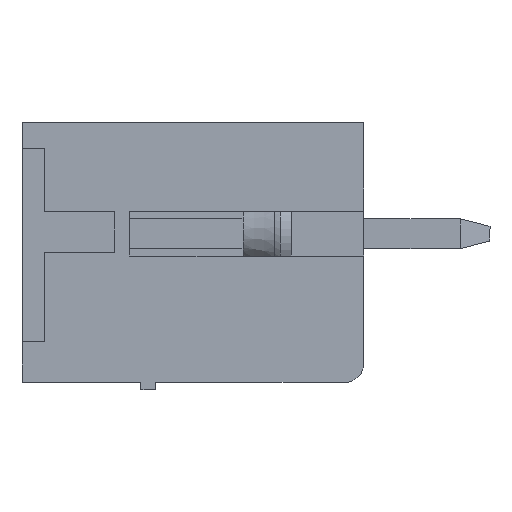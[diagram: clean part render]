
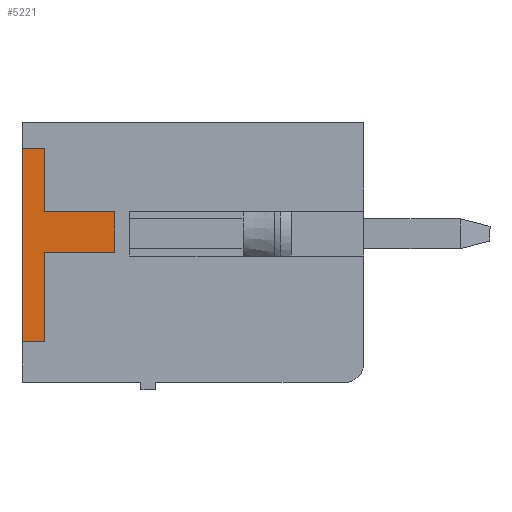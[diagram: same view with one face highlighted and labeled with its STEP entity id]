
A CAD part, left-side view. The second image highlights one B-rep face of the part: STEP entity #5221.
In plain terms, the highlighted planar face has unit normal (-1, 0, 0).
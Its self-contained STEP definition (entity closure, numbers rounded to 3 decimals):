
#21 = LINE ( 'NONE', #7769, #3999 ) ;
#129 = CARTESIAN_POINT ( 'NONE',  ( -0.2, 12., 2.295 ) ) ;
#131 = CARTESIAN_POINT ( 'NONE',  ( -0.2, 10.1, -0.505 ) ) ;
#517 = DIRECTION ( 'NONE',  ( 0., 0., -1. ) ) ;
#720 = VERTEX_POINT ( 'NONE', #4823 ) ;
#731 = DIRECTION ( 'NONE',  ( 0., 1., 0. ) ) ;
#1441 = CARTESIAN_POINT ( 'NONE',  ( -0.2, 10.1, -0.505 ) ) ;
#1496 = VERTEX_POINT ( 'NONE', #129 ) ;
#1533 = DIRECTION ( 'NONE',  ( 0., -1., 0. ) ) ;
#1645 = DIRECTION ( 'NONE',  ( 0., 0., -1. ) ) ;
#2002 = VERTEX_POINT ( 'NONE', #12232 ) ;
#2417 = LINE ( 'NONE', #8375, #9456 ) ;
#2592 = VERTEX_POINT ( 'NONE', #131 ) ;
#2695 = PLANE ( 'NONE',  #2755 ) ;
#2755 = AXIS2_PLACEMENT_3D ( 'NONE', #4601, #12409, #8470 ) ;
#2756 = VECTOR ( 'NONE', #4559, 1000. ) ;
#3549 = CARTESIAN_POINT ( 'NONE',  ( -0.2, 12., -2.905 ) ) ;
#3581 = CARTESIAN_POINT ( 'NONE',  ( -0.2, 12., 0.595 ) ) ;
#3650 = EDGE_CURVE ( 'NONE', #2592, #6243, #5582, .T. ) ;
#3786 = ORIENTED_EDGE ( 'NONE', *, *, #9081, .F. ) ;
#3999 = VECTOR ( 'NONE', #7537, 1000. ) ;
#4008 = CARTESIAN_POINT ( 'NONE',  ( -0.2, 12., 2.295 ) ) ;
#4108 = ORIENTED_EDGE ( 'NONE', *, *, #11773, .F. ) ;
#4559 = DIRECTION ( 'NONE',  ( 0., 1., 0. ) ) ;
#4601 = CARTESIAN_POINT ( 'NONE',  ( -0.2, 12.6, -8.2 ) ) ;
#4823 = CARTESIAN_POINT ( 'NONE',  ( -0.2, 12., -2.905 ) ) ;
#4925 = CARTESIAN_POINT ( 'NONE',  ( -0.2, 12.6, -2.905 ) ) ;
#5221 = ADVANCED_FACE ( 'NONE', ( #5502 ), #2695, .F. ) ;
#5502 = FACE_OUTER_BOUND ( 'NONE', #9796, .T. ) ;
#5582 = LINE ( 'NONE', #1441, #9802 ) ;
#6161 = VERTEX_POINT ( 'NONE', #6951 ) ;
#6243 = VERTEX_POINT ( 'NONE', #10314 ) ;
#6335 = CARTESIAN_POINT ( 'NONE',  ( -0.2, 12., -0.505 ) ) ;
#6613 = EDGE_CURVE ( 'NONE', #6243, #720, #11186, .T. ) ;
#6861 = DIRECTION ( 'NONE',  ( 0., 0., -1. ) ) ;
#6951 = CARTESIAN_POINT ( 'NONE',  ( -0.2, 10.1, 0.595 ) ) ;
#7101 = EDGE_CURVE ( 'NONE', #6161, #2592, #21, .T. ) ;
#7151 = LINE ( 'NONE', #3549, #2756 ) ;
#7185 = VECTOR ( 'NONE', #6861, 1000. ) ;
#7450 = CARTESIAN_POINT ( 'NONE',  ( -0.2, 12.6, 2.295 ) ) ;
#7537 = DIRECTION ( 'NONE',  ( 0., 0., -1. ) ) ;
#7769 = CARTESIAN_POINT ( 'NONE',  ( -0.2, 10.1, 0.595 ) ) ;
#7907 = ORIENTED_EDGE ( 'NONE', *, *, #6613, .F. ) ;
#8257 = EDGE_CURVE ( 'NONE', #11084, #11075, #2417, .T. ) ;
#8324 = ORIENTED_EDGE ( 'NONE', *, *, #7101, .F. ) ;
#8375 = CARTESIAN_POINT ( 'NONE',  ( -0.2, 12.6, 2.295 ) ) ;
#8470 = DIRECTION ( 'NONE',  ( 0., 0., 1. ) ) ;
#8978 = CARTESIAN_POINT ( 'NONE',  ( -0.2, 12.6, 2.295 ) ) ;
#9081 = EDGE_CURVE ( 'NONE', #11084, #1496, #11120, .T. ) ;
#9446 = VECTOR ( 'NONE', #517, 1000. ) ;
#9456 = VECTOR ( 'NONE', #1645, 1000. ) ;
#9743 = EDGE_CURVE ( 'NONE', #720, #11075, #7151, .T. ) ;
#9796 = EDGE_LOOP ( 'NONE', ( #10488, #7907, #9848, #8324, #10968, #4108, #3786, #11640 ) ) ;
#9802 = VECTOR ( 'NONE', #731, 1000. ) ;
#9848 = ORIENTED_EDGE ( 'NONE', *, *, #3650, .F. ) ;
#10291 = VECTOR ( 'NONE', #1533, 1000. ) ;
#10314 = CARTESIAN_POINT ( 'NONE',  ( -0.2, 12., -0.505 ) ) ;
#10488 = ORIENTED_EDGE ( 'NONE', *, *, #9743, .F. ) ;
#10968 = ORIENTED_EDGE ( 'NONE', *, *, #11681, .F. ) ;
#11075 = VERTEX_POINT ( 'NONE', #4925 ) ;
#11084 = VERTEX_POINT ( 'NONE', #8978 ) ;
#11120 = LINE ( 'NONE', #7450, #12348 ) ;
#11186 = LINE ( 'NONE', #6335, #9446 ) ;
#11615 = LINE ( 'NONE', #4008, #7185 ) ;
#11640 = ORIENTED_EDGE ( 'NONE', *, *, #8257, .T. ) ;
#11681 = EDGE_CURVE ( 'NONE', #2002, #6161, #12332, .T. ) ;
#11773 = EDGE_CURVE ( 'NONE', #1496, #2002, #11615, .T. ) ;
#12207 = DIRECTION ( 'NONE',  ( 0., -1., 0. ) ) ;
#12232 = CARTESIAN_POINT ( 'NONE',  ( -0.2, 12., 0.595 ) ) ;
#12332 = LINE ( 'NONE', #3581, #10291 ) ;
#12348 = VECTOR ( 'NONE', #12207, 1000. ) ;
#12409 = DIRECTION ( 'NONE',  ( 1., 0., 0. ) ) ;
